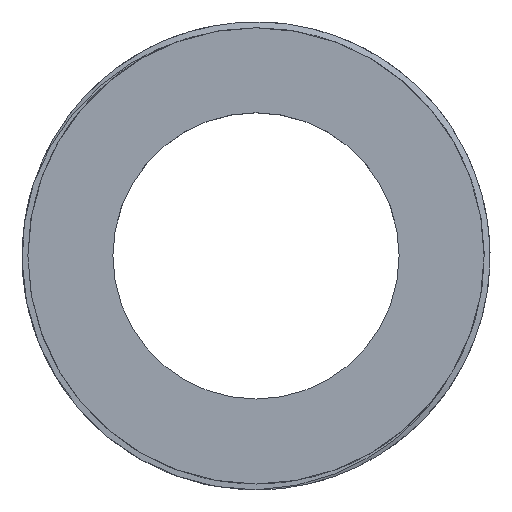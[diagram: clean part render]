
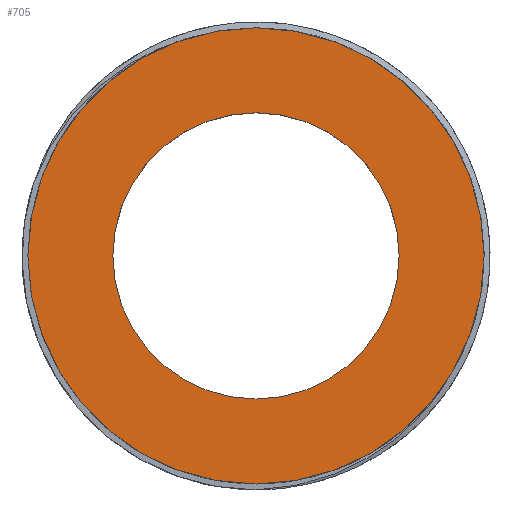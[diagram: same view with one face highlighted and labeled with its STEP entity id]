
A CAD part, top view. The second image highlights one B-rep face of the part: STEP entity #705.
In plain terms, the highlighted planar face has unit normal (0, 0, 1).
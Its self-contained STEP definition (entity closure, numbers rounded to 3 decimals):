
#360=ORIENTED_EDGE('',*,*,#408,.T.);
#361=ORIENTED_EDGE('',*,*,#458,.T.);
#408=EDGE_CURVE('',#501,#501,#544,.T.);
#458=EDGE_CURVE('',#530,#530,#551,.T.);
#501=VERTEX_POINT('',#3528);
#530=VERTEX_POINT('',#3663);
#544=CIRCLE('',#745,18.2);
#551=CIRCLE('',#776,29.);
#599=EDGE_LOOP('',(#360));
#600=EDGE_LOOP('',(#361));
#646=FACE_BOUND('',#599,.T.);
#647=FACE_BOUND('',#600,.T.);
#666=PLANE('',#784);
#705=ADVANCED_FACE('',(#646,#647),#666,.T.);
#745=AXIS2_PLACEMENT_3D('',#3527,#842,#843);
#776=AXIS2_PLACEMENT_3D('',#3662,#931,#932);
#784=AXIS2_PLACEMENT_3D('',#3672,#948,#949);
#842=DIRECTION('',(0.,0.,-1.));
#843=DIRECTION('',(1.,0.,0.));
#931=DIRECTION('',(0.,0.,1.));
#932=DIRECTION('',(1.,0.,0.));
#948=DIRECTION('',(0.,0.,1.));
#949=DIRECTION('',(1.,0.,0.));
#3527=CARTESIAN_POINT('',(0.,0.,12.));
#3528=CARTESIAN_POINT('',(18.2,0.,12.));
#3662=CARTESIAN_POINT('',(0.,0.,12.));
#3663=CARTESIAN_POINT('',(29.,0.,12.));
#3672=CARTESIAN_POINT('',(200.,250.,12.));
